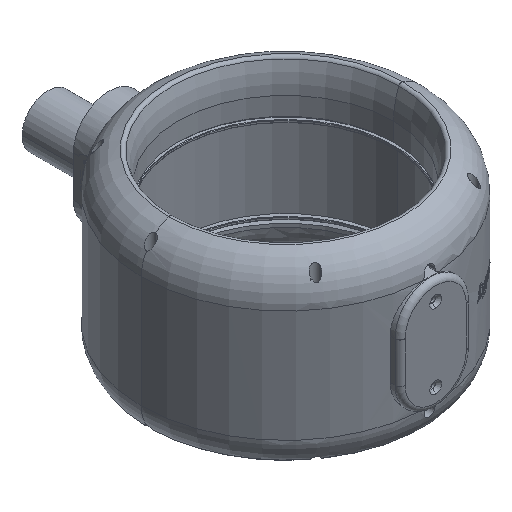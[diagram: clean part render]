
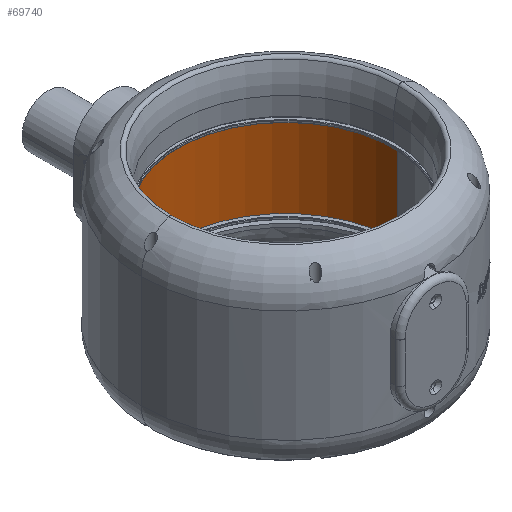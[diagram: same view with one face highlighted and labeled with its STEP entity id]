
A CAD part, isometric view. The second image highlights one B-rep face of the part: STEP entity #69740.
In plain terms, the highlighted cylindrical face has radius 110 mm (diameter 220 mm), a partial arc.
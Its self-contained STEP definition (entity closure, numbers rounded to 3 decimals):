
#252 = EDGE_CURVE ( 'NONE', #1790, #26658, #75241, .T. ) ;
#909 = ORIENTED_EDGE ( 'NONE', *, *, #18243, .T. ) ;
#1790 = VERTEX_POINT ( 'NONE', #39965 ) ;
#8383 = CIRCLE ( 'NONE', #43145, 110. ) ;
#12064 = CARTESIAN_POINT ( 'NONE',  ( 110., 0., 55.03 ) ) ;
#16228 = CARTESIAN_POINT ( 'NONE',  ( -110., 0., 55.03 ) ) ;
#18243 = EDGE_CURVE ( 'NONE', #59223, #27382, #65992, .T. ) ;
#18534 = CARTESIAN_POINT ( 'NONE',  ( -110., 0., 40. ) ) ;
#19781 = DIRECTION ( 'NONE',  ( 0., 0., -1. ) ) ;
#22079 = CARTESIAN_POINT ( 'NONE',  ( 0., 0., 40. ) ) ;
#23283 = EDGE_CURVE ( 'NONE', #26658, #27382, #8383, .T. ) ;
#23767 = ORIENTED_EDGE ( 'NONE', *, *, #252, .F. ) ;
#26091 = CARTESIAN_POINT ( 'NONE',  ( 110., 0., -40. ) ) ;
#26658 = VERTEX_POINT ( 'NONE', #26091 ) ;
#27382 = VERTEX_POINT ( 'NONE', #52128 ) ;
#27790 = ORIENTED_EDGE ( 'NONE', *, *, #23283, .F. ) ;
#29124 = DIRECTION ( 'NONE',  ( 0., 0., 1. ) ) ;
#30679 = DIRECTION ( 'NONE',  ( 1., 0., 0. ) ) ;
#32857 = VECTOR ( 'NONE', #63496, 1000. ) ;
#34286 = EDGE_CURVE ( 'NONE', #1790, #59223, #52991, .T. ) ;
#34318 = AXIS2_PLACEMENT_3D ( 'NONE', #22079, #47589, #65556 ) ;
#35476 = DIRECTION ( 'NONE',  ( 0., 0., -1. ) ) ;
#38898 = VECTOR ( 'NONE', #35476, 1000. ) ;
#39965 = CARTESIAN_POINT ( 'NONE',  ( 110., 0., 40. ) ) ;
#43145 = AXIS2_PLACEMENT_3D ( 'NONE', #67169, #29124, #30679 ) ;
#46123 = FACE_OUTER_BOUND ( 'NONE', #81252, .T. ) ;
#46545 = CYLINDRICAL_SURFACE ( 'NONE', #65162, 110. ) ;
#47589 = DIRECTION ( 'NONE',  ( 0., 0., 1. ) ) ;
#52128 = CARTESIAN_POINT ( 'NONE',  ( -110., 0., -40. ) ) ;
#52991 = CIRCLE ( 'NONE', #34318, 110. ) ;
#59104 = DIRECTION ( 'NONE',  ( -1., 0., 0. ) ) ;
#59223 = VERTEX_POINT ( 'NONE', #18534 ) ;
#63496 = DIRECTION ( 'NONE',  ( 0., 0., -1. ) ) ;
#65162 = AXIS2_PLACEMENT_3D ( 'NONE', #77513, #19781, #59104 ) ;
#65556 = DIRECTION ( 'NONE',  ( -0.564, -0.826, 0. ) ) ;
#65992 = LINE ( 'NONE', #16228, #38898 ) ;
#67169 = CARTESIAN_POINT ( 'NONE',  ( 0., 0., -40. ) ) ;
#69740 = ADVANCED_FACE ( 'NONE', ( #46123 ), #46545, .F. ) ;
#75241 = LINE ( 'NONE', #12064, #32857 ) ;
#75893 = ORIENTED_EDGE ( 'NONE', *, *, #34286, .T. ) ;
#77513 = CARTESIAN_POINT ( 'NONE',  ( 0., 0., 55.03 ) ) ;
#81252 = EDGE_LOOP ( 'NONE', ( #23767, #75893, #909, #27790 ) ) ;
